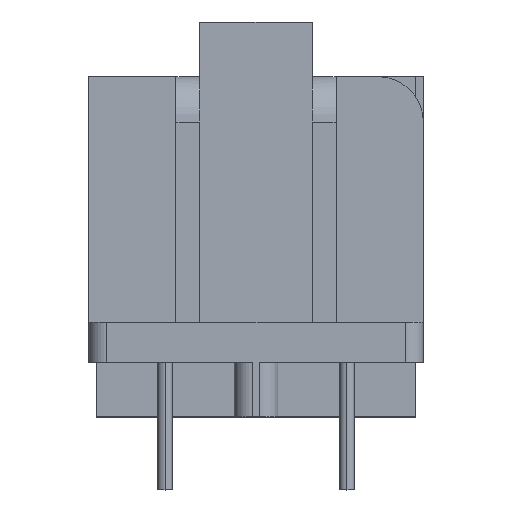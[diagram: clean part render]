
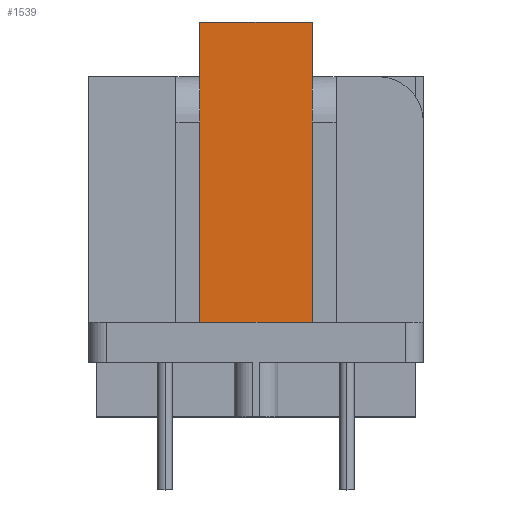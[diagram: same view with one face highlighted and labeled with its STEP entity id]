
A CAD part, top view. The second image highlights one B-rep face of the part: STEP entity #1539.
In plain terms, the highlighted planar face has unit normal (0, 0, 1).
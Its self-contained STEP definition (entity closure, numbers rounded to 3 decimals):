
#57 = VECTOR ( 'NONE', #1413, 1000. ) ;
#105 = CARTESIAN_POINT ( 'NONE',  ( 12.286, 18.082, 15.127 ) ) ;
#212 = ORIENTED_EDGE ( 'NONE', *, *, #3253, .T. ) ;
#288 = DIRECTION ( 'NONE',  ( 0., 0., 1. ) ) ;
#396 = VECTOR ( 'NONE', #3565, 1000. ) ;
#451 = FACE_OUTER_BOUND ( 'NONE', #1997, .T. ) ;
#452 = ORIENTED_EDGE ( 'NONE', *, *, #1552, .F. ) ;
#479 = LINE ( 'NONE', #1881, #396 ) ;
#509 = ORIENTED_EDGE ( 'NONE', *, *, #3537, .F. ) ;
#568 = CARTESIAN_POINT ( 'NONE',  ( 6.114, 18.7, 15.127 ) ) ;
#718 = CARTESIAN_POINT ( 'NONE',  ( 12.286, 5.2, 15.127 ) ) ;
#766 = VECTOR ( 'NONE', #3628, 1000. ) ;
#787 = LINE ( 'NONE', #1045, #3584 ) ;
#797 = CARTESIAN_POINT ( 'NONE',  ( 6.114, 5.2, 15.127 ) ) ;
#850 = LINE ( 'NONE', #1817, #1608 ) ;
#853 = LINE ( 'NONE', #568, #766 ) ;
#907 = EDGE_CURVE ( 'NONE', #1731, #958, #479, .T. ) ;
#958 = VERTEX_POINT ( 'NONE', #1914 ) ;
#986 = VERTEX_POINT ( 'NONE', #797 ) ;
#1045 = CARTESIAN_POINT ( 'NONE',  ( 6.114, 21.7, 15.127 ) ) ;
#1077 = AXIS2_PLACEMENT_3D ( 'NONE', #1978, #288, #2259 ) ;
#1332 = VERTEX_POINT ( 'NONE', #718 ) ;
#1336 = DIRECTION ( 'NONE',  ( 1., 0., 0. ) ) ;
#1413 = DIRECTION ( 'NONE',  ( 1., 0., 0. ) ) ;
#1517 = DIRECTION ( 'NONE',  ( 0., 1., 0. ) ) ;
#1539 = ADVANCED_FACE ( 'NONE', ( #451 ), #2234, .T. ) ;
#1552 = EDGE_CURVE ( 'NONE', #2312, #2364, #853, .T. ) ;
#1608 = VECTOR ( 'NONE', #3503, 1000. ) ;
#1731 = VERTEX_POINT ( 'NONE', #105 ) ;
#1817 = CARTESIAN_POINT ( 'NONE',  ( 12.286, 5.2, 15.127 ) ) ;
#1881 = CARTESIAN_POINT ( 'NONE',  ( 12.286, 18.7, 15.127 ) ) ;
#1914 = CARTESIAN_POINT ( 'NONE',  ( 12.286, 21.7, 15.127 ) ) ;
#1928 = CARTESIAN_POINT ( 'NONE',  ( 6.114, 21.7, 15.127 ) ) ;
#1968 = CARTESIAN_POINT ( 'NONE',  ( 6.114, 5.2, 15.127 ) ) ;
#1969 = VECTOR ( 'NONE', #1517, 1000. ) ;
#1978 = CARTESIAN_POINT ( 'NONE',  ( 6.114, 5.2, 15.127 ) ) ;
#1997 = EDGE_LOOP ( 'NONE', ( #452, #3131, #212, #2500, #2695, #509 ) ) ;
#2039 = EDGE_CURVE ( 'NONE', #986, #2312, #2064, .T. ) ;
#2064 = LINE ( 'NONE', #2622, #1969 ) ;
#2234 = PLANE ( 'NONE',  #1077 ) ;
#2259 = DIRECTION ( 'NONE',  ( 1., 0., 0. ) ) ;
#2312 = VERTEX_POINT ( 'NONE', #3579 ) ;
#2364 = VERTEX_POINT ( 'NONE', #1928 ) ;
#2500 = ORIENTED_EDGE ( 'NONE', *, *, #3133, .T. ) ;
#2622 = CARTESIAN_POINT ( 'NONE',  ( 6.114, 5.2, 15.127 ) ) ;
#2695 = ORIENTED_EDGE ( 'NONE', *, *, #907, .T. ) ;
#2959 = LINE ( 'NONE', #1968, #57 ) ;
#3131 = ORIENTED_EDGE ( 'NONE', *, *, #2039, .F. ) ;
#3133 = EDGE_CURVE ( 'NONE', #1332, #1731, #850, .T. ) ;
#3253 = EDGE_CURVE ( 'NONE', #986, #1332, #2959, .T. ) ;
#3503 = DIRECTION ( 'NONE',  ( 0., 1., 0. ) ) ;
#3537 = EDGE_CURVE ( 'NONE', #2364, #958, #787, .T. ) ;
#3565 = DIRECTION ( 'NONE',  ( 0., 1., 0. ) ) ;
#3579 = CARTESIAN_POINT ( 'NONE',  ( 6.114, 18.082, 15.127 ) ) ;
#3584 = VECTOR ( 'NONE', #1336, 1000. ) ;
#3628 = DIRECTION ( 'NONE',  ( 0., 1., 0. ) ) ;
